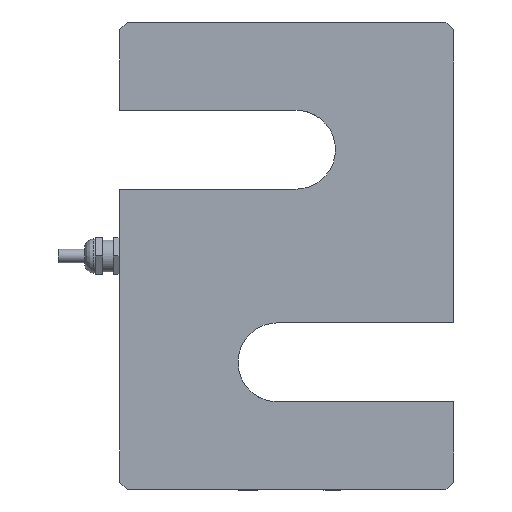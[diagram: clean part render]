
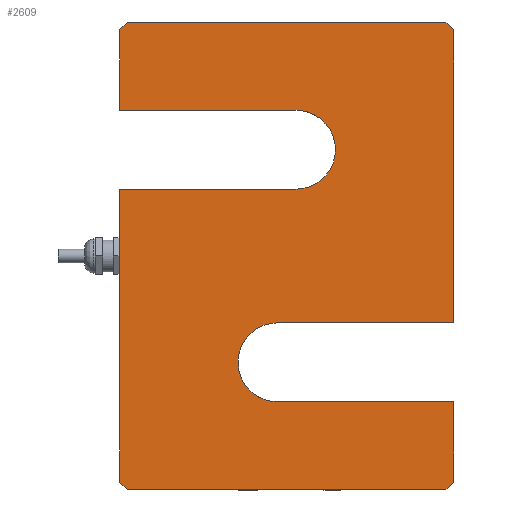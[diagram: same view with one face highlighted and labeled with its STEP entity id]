
A CAD part, front view. The second image highlights one B-rep face of the part: STEP entity #2609.
In plain terms, the highlighted planar face has unit normal (0, -1, 0).
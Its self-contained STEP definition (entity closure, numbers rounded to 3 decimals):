
#293=PLANE('',#2803);
#410=FACE_OUTER_BOUND('',#567,.T.);
#567=EDGE_LOOP('',(#2068,#2069,#2070,#2071,#2072,#2073,#2074,#2075,#2076,
#2077,#2078,#2079,#2080,#2081,#2082,#2083));
#730=LINE('',#7336,#888);
#733=LINE('',#7342,#891);
#736=LINE('',#7348,#894);
#738=LINE('',#7442,#896);
#742=LINE('',#7477,#900);
#744=LINE('',#7481,#902);
#746=LINE('',#7487,#904);
#748=LINE('',#7491,#906);
#749=LINE('',#7711,#907);
#751=LINE('',#7715,#909);
#753=LINE('',#7719,#911);
#754=LINE('',#7722,#912);
#755=LINE('',#7725,#913);
#756=LINE('',#7727,#914);
#888=VECTOR('',#3217,10.);
#891=VECTOR('',#3222,10.);
#894=VECTOR('',#3227,10.);
#896=VECTOR('',#3231,10.);
#900=VECTOR('',#3237,10.);
#902=VECTOR('',#3241,10.);
#904=VECTOR('',#3247,10.);
#906=VECTOR('',#3251,10.);
#907=VECTOR('',#3254,10.);
#909=VECTOR('',#3258,10.);
#911=VECTOR('',#3262,10.);
#912=VECTOR('',#3265,10.);
#913=VECTOR('',#3268,10.);
#914=VECTOR('',#3271,10.);
#949=CIRCLE('',#2804,15.);
#950=CIRCLE('',#2805,15.);
#1155=VERTEX_POINT('',#7332);
#1156=VERTEX_POINT('',#7334);
#1157=VERTEX_POINT('',#7338);
#1158=VERTEX_POINT('',#7340);
#1159=VERTEX_POINT('',#7344);
#1160=VERTEX_POINT('',#7346);
#1162=VERTEX_POINT('',#7439);
#1163=VERTEX_POINT('',#7441);
#1165=VERTEX_POINT('',#7475);
#1166=VERTEX_POINT('',#7479);
#1168=VERTEX_POINT('',#7485);
#1169=VERTEX_POINT('',#7489);
#1170=VERTEX_POINT('',#7713);
#1171=VERTEX_POINT('',#7717);
#1172=VERTEX_POINT('',#7721);
#1173=VERTEX_POINT('',#7724);
#1499=EDGE_CURVE('',#1155,#1156,#730,.T.);
#1502=EDGE_CURVE('',#1157,#1158,#733,.T.);
#1505=EDGE_CURVE('',#1159,#1160,#736,.T.);
#1508=EDGE_CURVE('',#1163,#1162,#738,.T.);
#1513=EDGE_CURVE('',#1165,#1163,#742,.T.);
#1515=EDGE_CURVE('',#1160,#1166,#744,.T.);
#1518=EDGE_CURVE('',#1168,#1166,#746,.T.);
#1520=EDGE_CURVE('',#1168,#1169,#748,.T.);
#1523=EDGE_CURVE('',#1157,#1169,#749,.T.);
#1525=EDGE_CURVE('',#1156,#1170,#751,.T.);
#1527=EDGE_CURVE('',#1171,#1170,#753,.T.);
#1528=EDGE_CURVE('',#1165,#1172,#754,.T.);
#1529=EDGE_CURVE('',#1162,#1159,#949,.T.);
#1530=EDGE_CURVE('',#1158,#1173,#755,.T.);
#1531=EDGE_CURVE('',#1173,#1155,#950,.T.);
#1532=EDGE_CURVE('',#1171,#1172,#756,.T.);
#2068=ORIENTED_EDGE('',*,*,#1528,.F.);
#2069=ORIENTED_EDGE('',*,*,#1513,.T.);
#2070=ORIENTED_EDGE('',*,*,#1508,.T.);
#2071=ORIENTED_EDGE('',*,*,#1529,.T.);
#2072=ORIENTED_EDGE('',*,*,#1505,.T.);
#2073=ORIENTED_EDGE('',*,*,#1515,.T.);
#2074=ORIENTED_EDGE('',*,*,#1518,.F.);
#2075=ORIENTED_EDGE('',*,*,#1520,.T.);
#2076=ORIENTED_EDGE('',*,*,#1523,.F.);
#2077=ORIENTED_EDGE('',*,*,#1502,.T.);
#2078=ORIENTED_EDGE('',*,*,#1530,.T.);
#2079=ORIENTED_EDGE('',*,*,#1531,.T.);
#2080=ORIENTED_EDGE('',*,*,#1499,.T.);
#2081=ORIENTED_EDGE('',*,*,#1525,.T.);
#2082=ORIENTED_EDGE('',*,*,#1527,.F.);
#2083=ORIENTED_EDGE('',*,*,#1532,.T.);
#2609=ADVANCED_FACE('',(#410),#293,.F.);
#2803=AXIS2_PLACEMENT_3D('',#7720,#3263,#3264);
#2804=AXIS2_PLACEMENT_3D('',#7723,#3266,#3267);
#2805=AXIS2_PLACEMENT_3D('',#7726,#3269,#3270);
#3217=DIRECTION('',(1.,0.,0.));
#3222=DIRECTION('',(0.,0.,1.));
#3227=DIRECTION('',(-1.,0.,0.));
#3231=DIRECTION('',(1.,0.,0.));
#3237=DIRECTION('',(0.,0.,-1.));
#3241=DIRECTION('',(0.,0.,-1.));
#3247=DIRECTION('',(-0.707,0.,0.707));
#3251=DIRECTION('',(1.,0.,0.));
#3254=DIRECTION('',(-0.707,0.,-0.707));
#3258=DIRECTION('',(0.,0.,1.));
#3262=DIRECTION('',(0.707,0.,-0.707));
#3263=DIRECTION('center_axis',(0.,1.,0.));
#3264=DIRECTION('ref_axis',(1.,0.,0.));
#3265=DIRECTION('',(0.707,0.,0.707));
#3266=DIRECTION('center_axis',(0.,1.,0.));
#3267=DIRECTION('ref_axis',(0.,0.,1.));
#3268=DIRECTION('',(-1.,0.,0.));
#3269=DIRECTION('center_axis',(0.,1.,0.));
#3270=DIRECTION('ref_axis',(0.,0.,-1.));
#3271=DIRECTION('',(-1.,0.,0.));
#7332=CARTESIAN_POINT('',(-3.5,-25.4,-25.4));
#7334=CARTESIAN_POINT('',(63.5,-25.4,-25.4));
#7336=CARTESIAN_POINT('',(63.5,-25.4,-25.4));
#7338=CARTESIAN_POINT('',(63.5,-25.4,-85.9));
#7340=CARTESIAN_POINT('',(63.5,-25.4,-55.4));
#7342=CARTESIAN_POINT('',(63.5,-25.4,-88.9));
#7344=CARTESIAN_POINT('',(3.5,-25.4,25.4));
#7346=CARTESIAN_POINT('',(-63.5,-25.4,25.4));
#7348=CARTESIAN_POINT('',(-63.5,-25.4,25.4));
#7439=CARTESIAN_POINT('',(3.5,-25.4,55.4));
#7441=CARTESIAN_POINT('',(-63.5,-25.4,55.4));
#7442=CARTESIAN_POINT('',(-63.5,-25.4,55.4));
#7475=CARTESIAN_POINT('',(-63.5,-25.4,85.9));
#7477=CARTESIAN_POINT('',(-63.5,-25.4,88.9));
#7479=CARTESIAN_POINT('',(-63.5,-25.4,-85.9));
#7481=CARTESIAN_POINT('',(-63.5,-25.4,88.9));
#7485=CARTESIAN_POINT('',(-60.5,-25.4,-88.9));
#7487=CARTESIAN_POINT('',(-68.35,-25.4,-81.05));
#7489=CARTESIAN_POINT('',(60.5,-25.4,-88.9));
#7491=CARTESIAN_POINT('',(-63.5,-25.4,-88.9));
#7711=CARTESIAN_POINT('',(68.35,-25.4,-81.05));
#7713=CARTESIAN_POINT('',(63.5,-25.4,85.9));
#7715=CARTESIAN_POINT('',(63.5,-25.4,-88.9));
#7717=CARTESIAN_POINT('',(60.5,-25.4,88.9));
#7719=CARTESIAN_POINT('',(68.35,-25.4,81.05));
#7720=CARTESIAN_POINT('Origin',(0.,-25.4,0.));
#7721=CARTESIAN_POINT('',(-60.5,-25.4,88.9));
#7722=CARTESIAN_POINT('',(-68.35,-25.4,81.05));
#7723=CARTESIAN_POINT('Origin',(3.5,-25.4,40.4));
#7724=CARTESIAN_POINT('',(-3.5,-25.4,-55.4));
#7725=CARTESIAN_POINT('',(63.5,-25.4,-55.4));
#7726=CARTESIAN_POINT('Origin',(-3.5,-25.4,-40.4));
#7727=CARTESIAN_POINT('',(63.5,-25.4,88.9));
